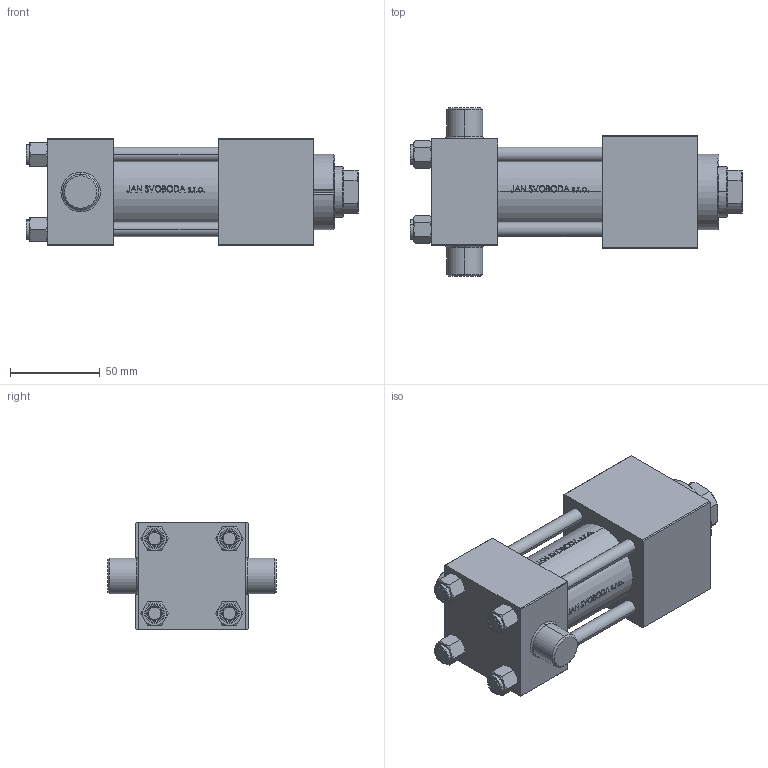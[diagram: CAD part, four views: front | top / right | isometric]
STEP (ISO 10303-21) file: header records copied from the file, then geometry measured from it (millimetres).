
FILE_DESCRIPTION (( 'STEP AP203' ), '1' );
FILE_NAME ('fc7d.STEP', '2022-04-15T19:42:21', ( '' ), ( '' ), 'SwSTEP 2.0', 'SolidWorks 2019', '' );
FILE_SCHEMA (( 'CONFIG_CONTROL_DESIGN' ));
Length unit declared in the file: millimetre
Products named in the file (6): V215CR_L_Body 8fd68ac369b2d5aeb708b5789e82ab3d; V215CR_VCP_L 8fd68ac369b2d5aeb708b5789e82ab3d; NUT_M5_L 8fd68ac369b2d5aeb708b5789e82ab3d; fc7d; V215CR_L_TYCINKA 8fd68ac369b2d5aeb708b5789e82ab3d; V215_VC_A 8fd68ac369b2d5aeb708b5789e82ab3d
Assembly tree (11 placements, depth 2):
  fc7d
    V215CR_L_Body 8fd68ac369b2d5aeb708b5789e82ab3d
    V215CR_VCP_L 8fd68ac369b2d5aeb708b5789e82ab3d
    V215CR_L_TYCINKA 8fd68ac369b2d5aeb708b5789e82ab3d  x4
    NUT_M5_L 8fd68ac369b2d5aeb708b5789e82ab3d  x4
    V215_VC_A 8fd68ac369b2d5aeb708b5789e82ab3d
Bounding box: 185 x 94 x 60 mm (x, y, z)
Volume: 452954.2 mm3; surface area: 109700.2 mm2
Topology: 11 solids, 11 shells, 1063 faces, 2690 edges, 1731 vertices
Faces by surface type: plane 427, bspline 380, cone 130, cylinder 114, torus 12
Entity records: 46410 total; most frequent: CARTESIAN_POINT 25445, ORIENTED_EDGE 4872, DIRECTION 2910, EDGE_CURVE 2436, VERTEX_POINT 1587, VECTOR 1254, LINE 1254, EDGE_LOOP 1033
